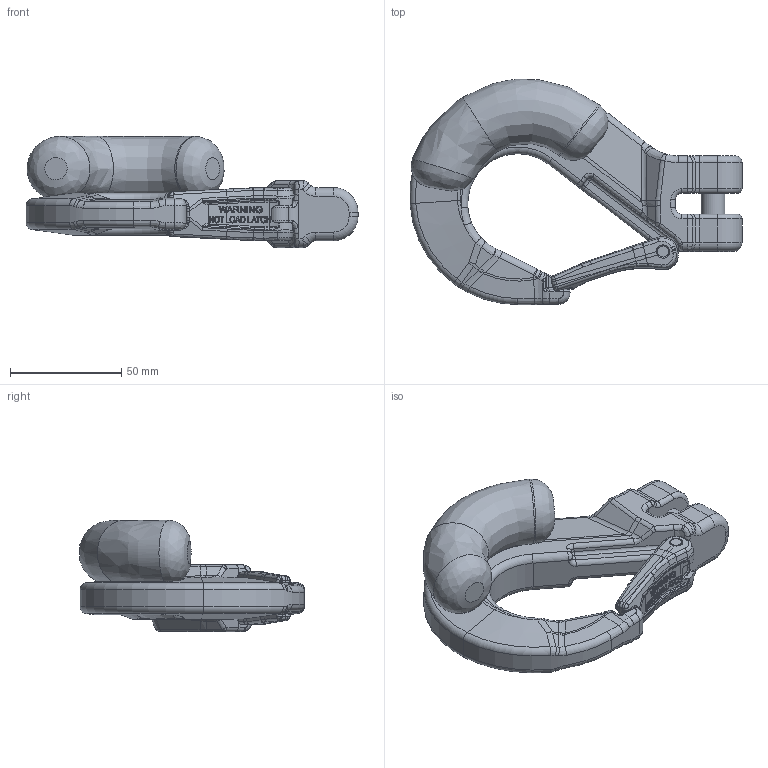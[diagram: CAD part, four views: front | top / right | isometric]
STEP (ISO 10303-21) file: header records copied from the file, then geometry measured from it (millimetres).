
FILE_DESCRIPTION(/* description */ (''),/* implementation_level */ '2;1');
FILE_NAME(/* name */ 'pewag_KHSWP_8.stp',/* time_stamp */ '2022-07-25T17:56:40+02:00',/* author */ (''),/* organization */ (''),/* preprocessor_version */ 'ST-DEVELOPER v16',/* originating_system */ 'SIEMENS PLM Software NX 11.0',/* authorisation */ '');
FILE_SCHEMA (('AUTOMOTIVE_DESIGN { 1 0 10303 214 3 1 1 1 }'));
Products named in the file (2): KHSWP_Lasche_7_8; KHSWP_8
Assembly tree (1 placements, depth 2):
  KHSWP_8
    KHSWP_Lasche_7_8
Bounding box: 149.35 x 101.3 x 50 mm (x, y, z)
Volume: 187223.4 mm3; surface area: 38430.2 mm2
Topology: 4 solids, 4 shells, 1410 faces, 3535 edges, 2188 vertices
Faces by surface type: plane 464, bspline 414, extrusion 238, cylinder 208, torus 64, cone 12, sphere 10
Full cylindrical faces by diameter (mm): 5 x4, 10.7 x1
Entity records: 58170 total; most frequent: CARTESIAN_POINT 29078, ORIENTED_EDGE 6994, DIRECTION 4329, EDGE_CURVE 3497, VERTEX_POINT 2180, B_SPLINE_CURVE_WITH_KNOTS 1927, AXIS2_PLACEMENT_3D 1534, EDGE_LOOP 1503
